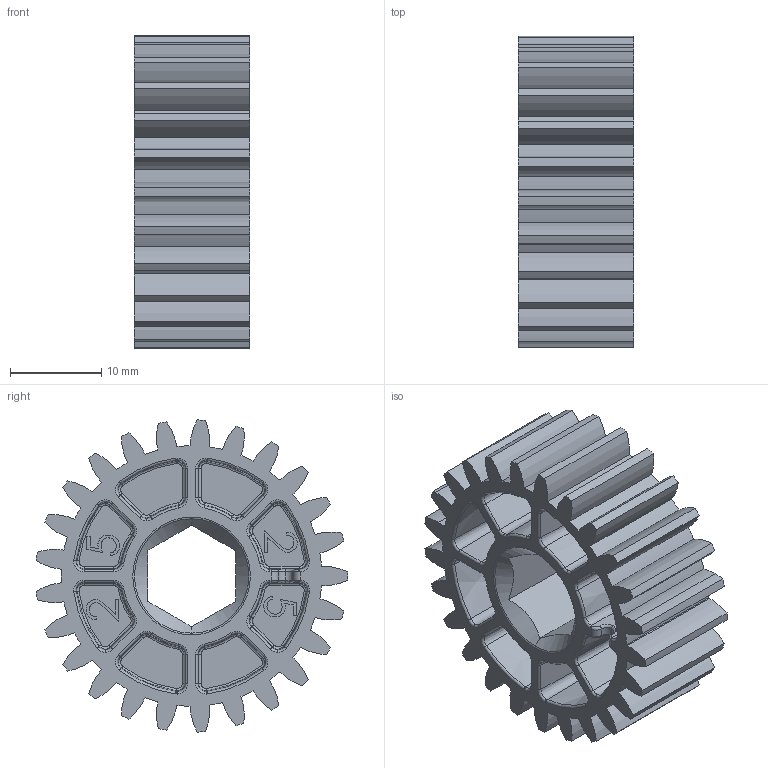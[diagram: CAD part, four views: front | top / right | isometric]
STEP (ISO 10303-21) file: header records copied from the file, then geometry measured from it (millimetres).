
FILE_DESCRIPTION (( 'STEP AP214' ), '1' );
FILE_NAME ('am-5020_25 25T 20DP 14.5PA 0.50 IN FW 0.375 Hex Gear.STEP', '2024-10-01T16:55:37', ( '' ), ( '' ), 'SwSTEP 2.0', 'SolidWorks 2024', '' );
FILE_SCHEMA (( 'AUTOMOTIVE_DESIGN' ));
Length unit declared in the file: inch
Products named in the file (1): am-5020_25 25T 20DP 14.5PA 0.50 IN FW 0.375 Hex Gear
Bounding box: 12.7 x 34.21 x 34.27 mm (x, y, z)
Volume: 5867.2 mm3; surface area: 6306.7 mm2
Topology: 1 solids, 1 shells, 696 faces, 1726 edges, 1054 vertices
Faces by surface type: torus 220, cylinder 176, cone 112, plane 112, bspline 76
Entity records: 24483 total; most frequent: CARTESIAN_POINT 7757, DIRECTION 3774, ORIENTED_EDGE 3452, EDGE_CURVE 1726, AXIS2_PLACEMENT_3D 1591, VERTEX_POINT 1054, CIRCLE 970, EDGE_LOOP 720
